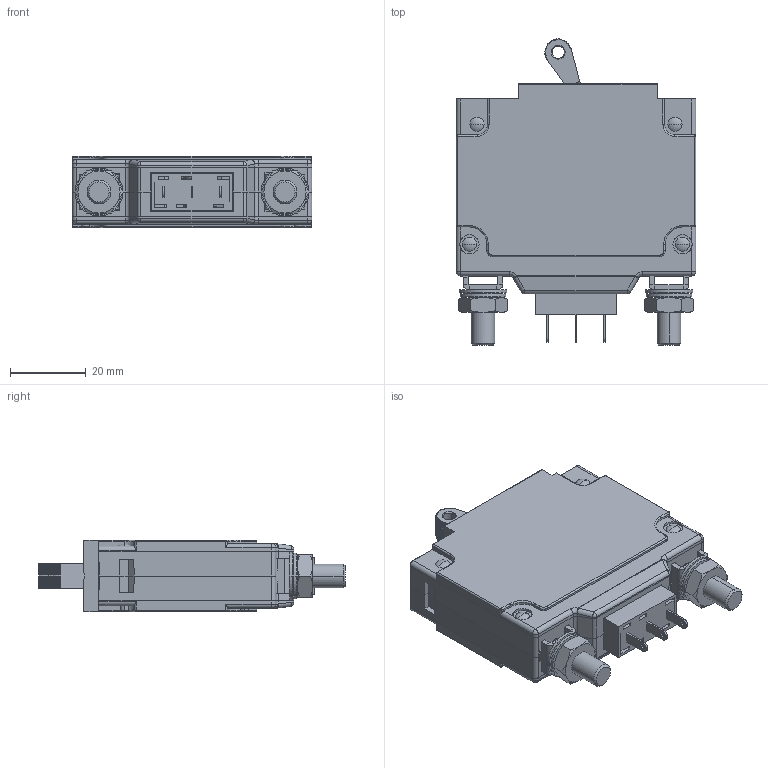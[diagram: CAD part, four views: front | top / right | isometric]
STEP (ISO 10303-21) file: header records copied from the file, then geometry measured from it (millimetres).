
FILE_DESCRIPTION((''),'2;1');
FILE_NAME('CA1_STUD_AUX','2012-01-25T',('danboyden'),(''),'PRO/ENGINEER BY PARAMETRIC TECHNOLOGY CORPORATION, 2010280','PRO/ENGINEER BY PARAMETRIC TECHNOLOGY CORPORATION, 2010280','');
FILE_SCHEMA(('CONFIG_CONTROL_DESIGN'));
Products named in the file (1): CA1_STUD_AUX
Bounding box: 63.5 x 81.08 x 18.9 mm (x, y, z)
Volume: 30491.3 mm3; surface area: 29882 mm2
Topology: 2 solids, 2 shells, 4232 faces, 11822 edges, 7703 vertices
Faces by surface type: plane 3317, cylinder 424, extrusion 198, cone 119, bspline 117, sphere 30, torus 27
Entity records: 148436 total; most frequent: CARTESIAN_POINT 41252, ORIENTED_EDGE 23608, DIRECTION 19686, EDGE_CURVE 11804, VECTOR 10122, LINE 9924, VERTEX_POINT 7703, AXIS2_PLACEMENT_3D 4782
